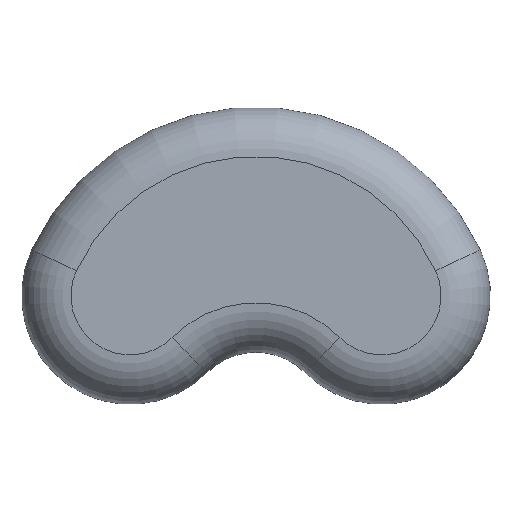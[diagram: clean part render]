
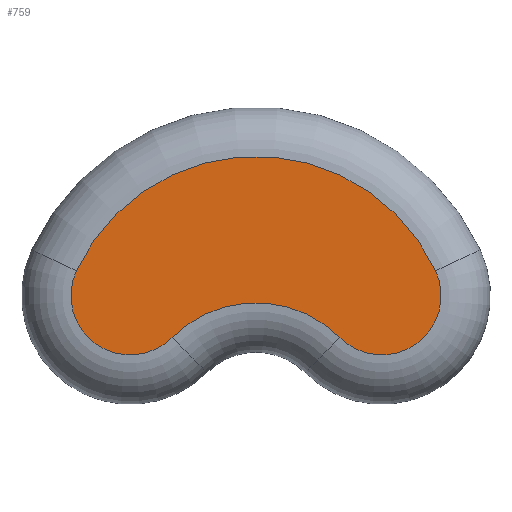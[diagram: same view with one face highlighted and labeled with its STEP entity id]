
A CAD part, top view. The second image highlights one B-rep face of the part: STEP entity #759.
In plain terms, the highlighted planar face has unit normal (0, 0, 1).
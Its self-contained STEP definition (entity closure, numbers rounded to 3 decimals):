
#128 = TOROIDAL_SURFACE('',#129,24.062,10.);
#129 = AXIS2_PLACEMENT_3D('',#130,#131,#132);
#130 = CARTESIAN_POINT('',(47.5,-3.5,5.));
#131 = DIRECTION('',(-0.,0.,-1.));
#132 = DIRECTION('',(-0.707,0.707,0.));
#216 = TOROIDAL_SURFACE('',#217,12.,10.);
#217 = AXIS2_PLACEMENT_3D('',#218,#219,#220);
#218 = CARTESIAN_POINT('',(73.,22.,5.));
#219 = DIRECTION('',(0.,-0.,1.));
#220 = DIRECTION('',(-0.707,-0.707,0.));
#310 = VERTEX_POINT('',#311);
#311 = CARTESIAN_POINT('',(30.485,13.515,15.));
#325 = TOROIDAL_SURFACE('',#326,12.,10.);
#326 = AXIS2_PLACEMENT_3D('',#327,#328,#329);
#327 = CARTESIAN_POINT('',(22.,22.,5.));
#328 = DIRECTION('',(0.,-0.,1.));
#329 = DIRECTION('',(-0.906,0.423,0.));
#338 = VERTEX_POINT('',#339);
#339 = CARTESIAN_POINT('',(64.515,13.515,15.));
#359 = EDGE_CURVE('',#310,#338,#360,.T.);
#360 = SURFACE_CURVE('',#361,(#366,#373),.PCURVE_S1.);
#361 = CIRCLE('',#362,24.062);
#362 = AXIS2_PLACEMENT_3D('',#363,#364,#365);
#363 = CARTESIAN_POINT('',(47.5,-3.5,15.));
#364 = DIRECTION('',(0.,0.,-1.));
#365 = DIRECTION('',(-0.707,0.707,0.));
#366 = PCURVE('',#128,#367);
#367 = DEFINITIONAL_REPRESENTATION('',(#368),#372);
#368 = LINE('',#369,#370);
#369 = CARTESIAN_POINT('',(0.,4.712));
#370 = VECTOR('',#371,1.);
#371 = DIRECTION('',(1.,0.));
#372 = ( GEOMETRIC_REPRESENTATION_CONTEXT(2) 
PARAMETRIC_REPRESENTATION_CONTEXT() REPRESENTATION_CONTEXT('2D SPACE',''
  ) );
#373 = PCURVE('',#374,#379);
#374 = PLANE('',#375);
#375 = AXIS2_PLACEMENT_3D('',#376,#377,#378);
#376 = CARTESIAN_POINT('',(47.5,26.898,15.));
#377 = DIRECTION('',(-0.,-0.,-1.));
#378 = DIRECTION('',(-1.,0.,0.));
#379 = DEFINITIONAL_REPRESENTATION('',(#380),#384);
#380 = CIRCLE('',#381,24.062);
#381 = AXIS2_PLACEMENT_2D('',#382,#383);
#382 = CARTESIAN_POINT('',(0.,-30.398));
#383 = DIRECTION('',(0.707,0.707));
#384 = ( GEOMETRIC_REPRESENTATION_CONTEXT(2) 
PARAMETRIC_REPRESENTATION_CONTEXT() REPRESENTATION_CONTEXT('2D SPACE',''
  ) );
#478 = TOROIDAL_SURFACE('',#479,40.136,10.);
#479 = AXIS2_PLACEMENT_3D('',#480,#481,#482);
#480 = CARTESIAN_POINT('',(47.5,10.109,5.));
#481 = DIRECTION('',(0.,-0.,1.));
#482 = DIRECTION('',(0.906,0.423,0.));
#576 = VERTEX_POINT('',#577);
#577 = CARTESIAN_POINT('',(83.876,27.071,15.));
#597 = EDGE_CURVE('',#338,#576,#598,.T.);
#598 = SURFACE_CURVE('',#599,(#604,#611),.PCURVE_S1.);
#599 = CIRCLE('',#600,12.);
#600 = AXIS2_PLACEMENT_3D('',#601,#602,#603);
#601 = CARTESIAN_POINT('',(73.,22.,15.));
#602 = DIRECTION('',(0.,0.,1.));
#603 = DIRECTION('',(-0.707,-0.707,0.));
#604 = PCURVE('',#216,#605);
#605 = DEFINITIONAL_REPRESENTATION('',(#606),#610);
#606 = LINE('',#607,#608);
#607 = CARTESIAN_POINT('',(0.,1.571));
#608 = VECTOR('',#609,1.);
#609 = DIRECTION('',(1.,0.));
#610 = ( GEOMETRIC_REPRESENTATION_CONTEXT(2) 
PARAMETRIC_REPRESENTATION_CONTEXT() REPRESENTATION_CONTEXT('2D SPACE',''
  ) );
#611 = PCURVE('',#374,#612);
#612 = DEFINITIONAL_REPRESENTATION('',(#613),#621);
#613 = ( BOUNDED_CURVE() B_SPLINE_CURVE(2,(#614,#615,#616,#617,#618,#619
,#620),.UNSPECIFIED.,.T.,.F.) B_SPLINE_CURVE_WITH_KNOTS((1,2,2,2,2,1),(
    -2.094,0.,2.094,4.189,6.283,
8.378),.UNSPECIFIED.) CURVE() GEOMETRIC_REPRESENTATION_ITEM() 
RATIONAL_B_SPLINE_CURVE((1.,0.5,1.,0.5,1.,0.5,1.)) REPRESENTATION_ITEM(
  '') );
#614 = CARTESIAN_POINT('',(-17.015,-13.383));
#615 = CARTESIAN_POINT('',(-31.712,-28.08));
#616 = CARTESIAN_POINT('',(-37.091,-8.004));
#617 = CARTESIAN_POINT('',(-42.471,12.072));
#618 = CARTESIAN_POINT('',(-22.394,6.693));
#619 = CARTESIAN_POINT('',(-2.318,1.314));
#620 = CARTESIAN_POINT('',(-17.015,-13.383));
#621 = ( GEOMETRIC_REPRESENTATION_CONTEXT(2) 
PARAMETRIC_REPRESENTATION_CONTEXT() REPRESENTATION_CONTEXT('2D SPACE',''
  ) );
#711 = VERTEX_POINT('',#712);
#712 = CARTESIAN_POINT('',(11.124,27.071,15.));
#734 = EDGE_CURVE('',#711,#310,#735,.T.);
#735 = SURFACE_CURVE('',#736,(#741,#748),.PCURVE_S1.);
#736 = CIRCLE('',#737,12.);
#737 = AXIS2_PLACEMENT_3D('',#738,#739,#740);
#738 = CARTESIAN_POINT('',(22.,22.,15.));
#739 = DIRECTION('',(0.,0.,1.));
#740 = DIRECTION('',(-0.906,0.423,0.));
#741 = PCURVE('',#325,#742);
#742 = DEFINITIONAL_REPRESENTATION('',(#743),#747);
#743 = LINE('',#744,#745);
#744 = CARTESIAN_POINT('',(0.,1.571));
#745 = VECTOR('',#746,1.);
#746 = DIRECTION('',(1.,0.));
#747 = ( GEOMETRIC_REPRESENTATION_CONTEXT(2) 
PARAMETRIC_REPRESENTATION_CONTEXT() REPRESENTATION_CONTEXT('2D SPACE',''
  ) );
#748 = PCURVE('',#374,#749);
#749 = DEFINITIONAL_REPRESENTATION('',(#750),#758);
#750 = ( BOUNDED_CURVE() B_SPLINE_CURVE(2,(#751,#752,#753,#754,#755,#756
,#757),.UNSPECIFIED.,.T.,.F.) B_SPLINE_CURVE_WITH_KNOTS((1,2,2,2,2,1),(
    -2.094,0.,2.094,4.189,6.283,
8.378),.UNSPECIFIED.) CURVE() GEOMETRIC_REPRESENTATION_ITEM() 
RATIONAL_B_SPLINE_CURVE((1.,0.5,1.,0.5,1.,0.5,1.)) REPRESENTATION_ITEM(
  '') );
#751 = CARTESIAN_POINT('',(36.376,0.173));
#752 = CARTESIAN_POINT('',(45.16,-18.664));
#753 = CARTESIAN_POINT('',(24.454,-16.852));
#754 = CARTESIAN_POINT('',(3.749,-15.041));
#755 = CARTESIAN_POINT('',(15.67,1.985));
#756 = CARTESIAN_POINT('',(27.592,19.011));
#757 = CARTESIAN_POINT('',(36.376,0.173));
#758 = ( GEOMETRIC_REPRESENTATION_CONTEXT(2) 
PARAMETRIC_REPRESENTATION_CONTEXT() REPRESENTATION_CONTEXT('2D SPACE',''
  ) );
#759 = ADVANCED_FACE('',(#760),#374,.F.);
#760 = FACE_BOUND('',#761,.F.);
#761 = EDGE_LOOP('',(#762,#763,#764,#790));
#762 = ORIENTED_EDGE('',*,*,#359,.F.);
#763 = ORIENTED_EDGE('',*,*,#734,.F.);
#764 = ORIENTED_EDGE('',*,*,#765,.F.);
#765 = EDGE_CURVE('',#576,#711,#766,.T.);
#766 = SURFACE_CURVE('',#767,(#772,#783),.PCURVE_S1.);
#767 = CIRCLE('',#768,40.136);
#768 = AXIS2_PLACEMENT_3D('',#769,#770,#771);
#769 = CARTESIAN_POINT('',(47.5,10.109,15.));
#770 = DIRECTION('',(0.,-0.,1.));
#771 = DIRECTION('',(0.906,0.423,0.));
#772 = PCURVE('',#374,#773);
#773 = DEFINITIONAL_REPRESENTATION('',(#774),#782);
#774 = ( BOUNDED_CURVE() B_SPLINE_CURVE(2,(#775,#776,#777,#778,#779,#780
,#781),.UNSPECIFIED.,.T.,.F.) B_SPLINE_CURVE_WITH_KNOTS((1,2,2,2,2,1),(
    -2.094,0.,2.094,4.189,6.283,
8.378),.UNSPECIFIED.) CURVE() GEOMETRIC_REPRESENTATION_ITEM() 
RATIONAL_B_SPLINE_CURVE((1.,0.5,1.,0.5,1.,0.5,1.)) REPRESENTATION_ITEM(
  '') );
#775 = CARTESIAN_POINT('',(-36.376,0.173));
#776 = CARTESIAN_POINT('',(-6.996,63.178));
#777 = CARTESIAN_POINT('',(32.878,6.232));
#778 = CARTESIAN_POINT('',(72.751,-50.713));
#779 = CARTESIAN_POINT('',(3.498,-56.772));
#780 = CARTESIAN_POINT('',(-65.755,-62.831));
#781 = CARTESIAN_POINT('',(-36.376,0.173));
#782 = ( GEOMETRIC_REPRESENTATION_CONTEXT(2) 
PARAMETRIC_REPRESENTATION_CONTEXT() REPRESENTATION_CONTEXT('2D SPACE',''
  ) );
#783 = PCURVE('',#478,#784);
#784 = DEFINITIONAL_REPRESENTATION('',(#785),#789);
#785 = LINE('',#786,#787);
#786 = CARTESIAN_POINT('',(0.,1.571));
#787 = VECTOR('',#788,1.);
#788 = DIRECTION('',(1.,0.));
#789 = ( GEOMETRIC_REPRESENTATION_CONTEXT(2) 
PARAMETRIC_REPRESENTATION_CONTEXT() REPRESENTATION_CONTEXT('2D SPACE',''
  ) );
#790 = ORIENTED_EDGE('',*,*,#597,.F.);
